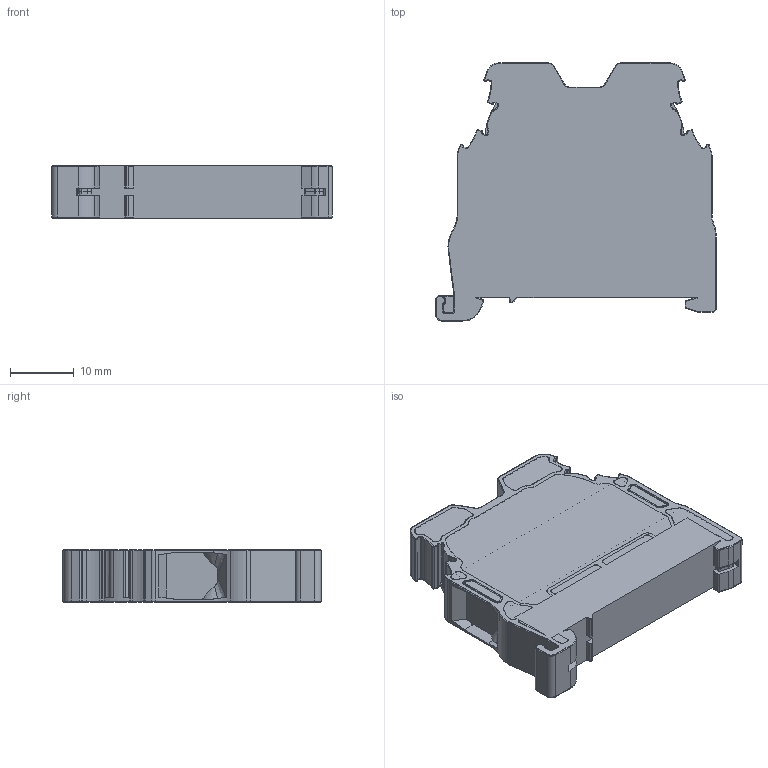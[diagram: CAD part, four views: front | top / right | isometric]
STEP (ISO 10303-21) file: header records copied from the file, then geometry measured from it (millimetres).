
FILE_DESCRIPTION (( 'STEP AP203' ), '1' );
FILE_NAME ('Yeni Mtk 6.STEP', '2023-02-09T07:52:13', ( '' ), ( '' ), 'SwSTEP 2.0', 'SolidWorks 2011', '' );
FILE_SCHEMA (( 'CONFIG_CONTROL_DESIGN' ));
Length unit declared in the file: millimetre
Products named in the file (1): Yeni Mtk 6
Bounding box: 44.1 x 40.5 x 8.25 mm (x, y, z)
Volume: 2332.3 mm3; surface area: 9901.9 mm2
Topology: 25 solids, 26 shells, 2222 faces, 5322 edges, 3158 vertices
Faces by surface type: cylinder 865, plane 653, bspline 584, cone 120
Entity records: 75379 total; most frequent: CARTESIAN_POINT 27534, ORIENTED_EDGE 10636, DIRECTION 9284, EDGE_CURVE 5318, AXIS2_PLACEMENT_3D 3393, VERTEX_POINT 3158, LINE 2498, VECTOR 2498
